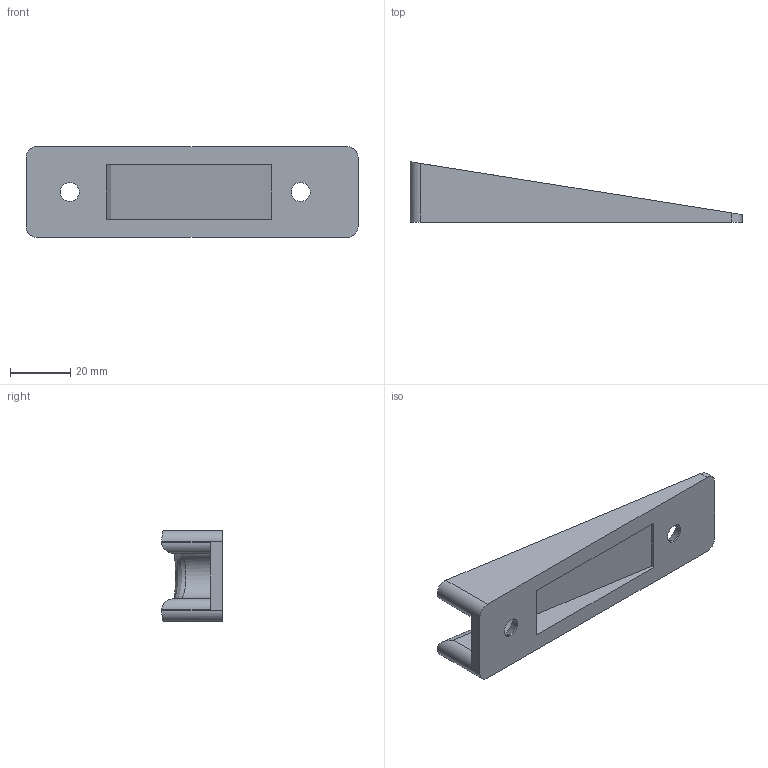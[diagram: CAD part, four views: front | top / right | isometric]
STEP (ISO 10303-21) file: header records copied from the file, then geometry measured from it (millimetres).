
FILE_DESCRIPTION (( 'STEP AP203' ), '1' );
FILE_NAME ('1.38.E54.STEP', '2017-05-09T13:31:31', ( '' ), ( '' ), 'SwSTEP 2.0', 'SolidWorks 2017', '' );
FILE_SCHEMA (( 'CONFIG_CONTROL_DESIGN' ));
Length unit declared in the file: millimetre
Products named in the file (1): 1.38.E54
Bounding box: 110 x 20 x 30 mm (x, y, z)
Volume: 25983.8 mm3; surface area: 10920.5 mm2
Topology: 1 solids, 1 shells, 40 faces, 100 edges, 64 vertices
Faces by surface type: plane 22, cylinder 13, cone 4, bspline 1
Entity records: 1315 total; most frequent: CARTESIAN_POINT 282, ORIENTED_EDGE 200, DIRECTION 193, EDGE_CURVE 100, VECTOR 71, LINE 71, VERTEX_POINT 64, AXIS2_PLACEMENT_3D 61
